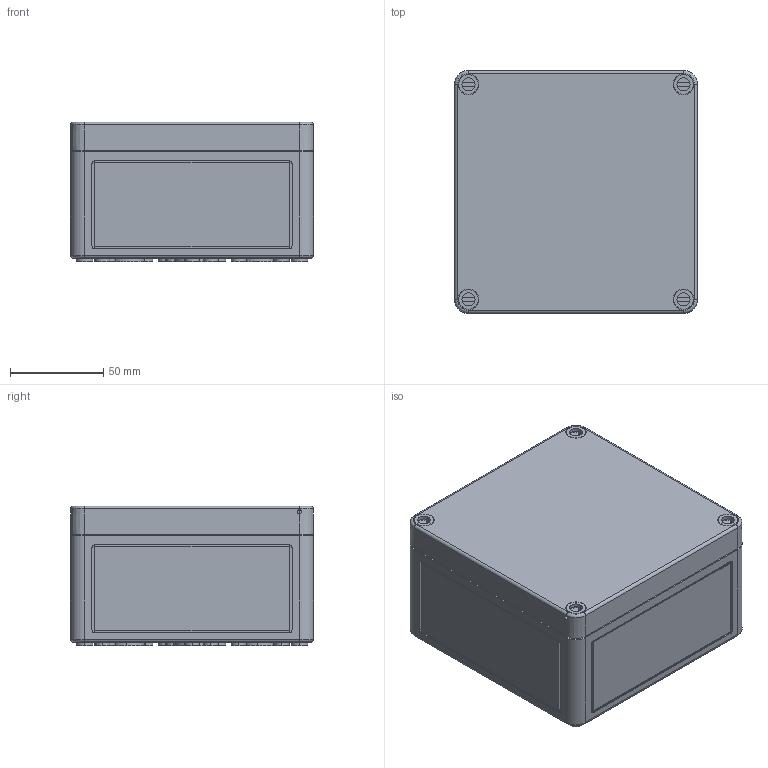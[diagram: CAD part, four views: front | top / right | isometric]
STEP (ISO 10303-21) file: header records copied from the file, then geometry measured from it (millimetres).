
FILE_DESCRIPTION (( 'STEP AP203' ), '1' );
FILE_NAME ('60131312.step', '2014-12-03T15:01:12', ( 'Windows-Benutzer' ), ( '' ), 'SwSTEP 2.0', 'SolidWorks 2014', '' );
FILE_SCHEMA (( 'CONFIG_CONTROL_DESIGN' ));
Length unit declared in the file: millimetre
Products named in the file (4): Kasten_TK1313-o60131312; Deckel_TK1313-7-t60131312; Schraube_TK34mm-schwarz60131312; 60131312
Assembly tree (6 placements, depth 2):
  60131312
    Kasten_TK1313-o60131312
    Deckel_TK1313-7-t60131312
    Schraube_TK34mm-schwarz60131312  x4
Bounding box: 130 x 130 x 74.7 mm (x, y, z)
Volume: 226167 mm3; surface area: 168033.9 mm2
Topology: 6 solids, 6 shells, 784 faces, 1976 edges, 1288 vertices
Faces by surface type: plane 388, cylinder 316, cone 64, torus 16
Entity records: 20388 total; most frequent: DIRECTION 3634, CARTESIAN_POINT 3535, ORIENTED_EDGE 3292, EDGE_CURVE 1646, AXIS2_PLACEMENT_3D 1351, VERTEX_POINT 1072, VECTOR 932, LINE 932
